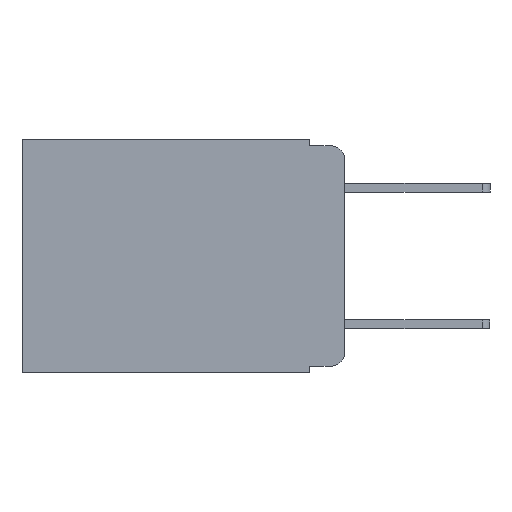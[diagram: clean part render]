
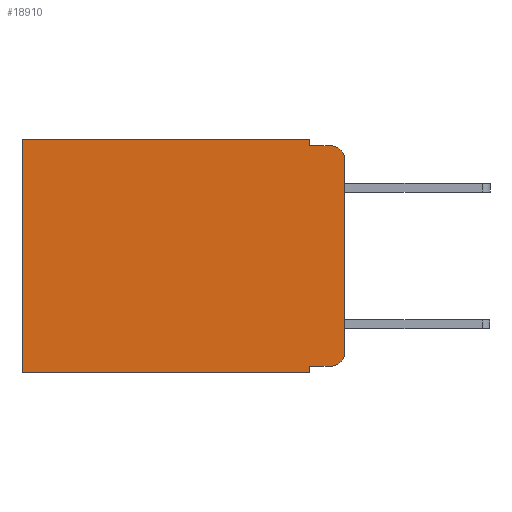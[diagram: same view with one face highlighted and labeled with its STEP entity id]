
A CAD part, left-side view. The second image highlights one B-rep face of the part: STEP entity #18910.
In plain terms, the highlighted planar face has unit normal (-1, 0, 0).
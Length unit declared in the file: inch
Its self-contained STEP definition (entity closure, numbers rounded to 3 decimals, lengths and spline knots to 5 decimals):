
#239 = VECTOR ( 'NONE', #10208, 39.37008 ) ;
#306 = EDGE_CURVE ( 'NONE', #8864, #12652, #5217, .T. ) ;
#508 = EDGE_LOOP ( 'NONE', ( #4493, #15192, #7642, #20326, #13230, #10673, #7793, #13580, #10167, #3920 ) ) ;
#603 = CARTESIAN_POINT ( 'NONE',  ( 0.298, 0., -0.313 ) ) ;
#805 = LINE ( 'NONE', #8544, #239 ) ;
#976 = CARTESIAN_POINT ( 'NONE',  ( 0.298, 0.051, 0. ) ) ;
#1912 = VERTEX_POINT ( 'NONE', #20905 ) ;
#2098 = DIRECTION ( 'NONE',  ( 0., 0., -1. ) ) ;
#2226 = CARTESIAN_POINT ( 'NONE',  ( 0.298, 0.02, -0.01 ) ) ;
#2564 = VECTOR ( 'NONE', #13741, 39.37008 ) ;
#2949 = VERTEX_POINT ( 'NONE', #2226 ) ;
#3435 = VECTOR ( 'NONE', #6579, 39.37008 ) ;
#3920 = ORIENTED_EDGE ( 'NONE', *, *, #13187, .T. ) ;
#3967 = CARTESIAN_POINT ( 'NONE',  ( 0.298, 0.02, -0.03 ) ) ;
#4217 = CARTESIAN_POINT ( 'NONE',  ( 0.298, 0.02, -0.313 ) ) ;
#4218 = EDGE_CURVE ( 'NONE', #8864, #16191, #15748, .T. ) ;
#4254 = AXIS2_PLACEMENT_3D ( 'NONE', #5733, #17548, #7488 ) ;
#4305 = CARTESIAN_POINT ( 'NONE',  ( 0.298, 0.051, 0. ) ) ;
#4493 = ORIENTED_EDGE ( 'NONE', *, *, #6307, .F. ) ;
#4766 = VECTOR ( 'NONE', #20891, 39.37008 ) ;
#4832 = CARTESIAN_POINT ( 'NONE',  ( 0.298, 0.473, -0.343 ) ) ;
#4953 = EDGE_CURVE ( 'NONE', #9742, #21585, #19831, .T. ) ;
#5217 = LINE ( 'NONE', #13984, #14821 ) ;
#5511 = VERTEX_POINT ( 'NONE', #4832 ) ;
#5733 = CARTESIAN_POINT ( 'NONE',  ( 0.298, 0., 0. ) ) ;
#5773 = DIRECTION ( 'NONE',  ( 0., 0., -1. ) ) ;
#6016 = DIRECTION ( 'NONE',  ( 0., 0., -1. ) ) ;
#6307 = EDGE_CURVE ( 'NONE', #1912, #15239, #15919, .T. ) ;
#6579 = DIRECTION ( 'NONE',  ( 0., -1., 0. ) ) ;
#6900 = VECTOR ( 'NONE', #18365, 39.37008 ) ;
#7488 = DIRECTION ( 'NONE',  ( 0., 0., -1. ) ) ;
#7600 = VERTEX_POINT ( 'NONE', #9747 ) ;
#7636 = CARTESIAN_POINT ( 'NONE',  ( 0.298, 0.051, -0.01 ) ) ;
#7642 = ORIENTED_EDGE ( 'NONE', *, *, #20353, .F. ) ;
#7793 = ORIENTED_EDGE ( 'NONE', *, *, #13516, .F. ) ;
#7975 = CARTESIAN_POINT ( 'NONE',  ( 0.298, 0.473, 0. ) ) ;
#8121 = LINE ( 'NONE', #18287, #3435 ) ;
#8544 = CARTESIAN_POINT ( 'NONE',  ( 0.298, 0., -0.343 ) ) ;
#8672 = EDGE_CURVE ( 'NONE', #12652, #5511, #13616, .T. ) ;
#8864 = VERTEX_POINT ( 'NONE', #976 ) ;
#9351 = LINE ( 'NONE', #14182, #4766 ) ;
#9742 = VERTEX_POINT ( 'NONE', #15613 ) ;
#9747 = CARTESIAN_POINT ( 'NONE',  ( 0.298, 0.051, -0.343 ) ) ;
#10120 = EDGE_CURVE ( 'NONE', #9742, #7600, #9351, .T. ) ;
#10167 = ORIENTED_EDGE ( 'NONE', *, *, #4953, .T. ) ;
#10208 = DIRECTION ( 'NONE',  ( 0., 1., 0. ) ) ;
#10265 = FACE_OUTER_BOUND ( 'NONE', #508, .T. ) ;
#10673 = ORIENTED_EDGE ( 'NONE', *, *, #8672, .T. ) ;
#11185 = AXIS2_PLACEMENT_3D ( 'NONE', #4217, #16174, #6016 ) ;
#12422 = PLANE ( 'NONE',  #4254 ) ;
#12652 = VERTEX_POINT ( 'NONE', #7975 ) ;
#13187 = EDGE_CURVE ( 'NONE', #21585, #15239, #15974, .T. ) ;
#13230 = ORIENTED_EDGE ( 'NONE', *, *, #306, .T. ) ;
#13516 = EDGE_CURVE ( 'NONE', #7600, #5511, #805, .T. ) ;
#13580 = ORIENTED_EDGE ( 'NONE', *, *, #10120, .F. ) ;
#13616 = LINE ( 'NONE', #15889, #17601 ) ;
#13741 = DIRECTION ( 'NONE',  ( 0., 0., -1. ) ) ;
#13984 = CARTESIAN_POINT ( 'NONE',  ( 0.298, 0., 0. ) ) ;
#14182 = CARTESIAN_POINT ( 'NONE',  ( 0.298, 0.051, 0. ) ) ;
#14412 = DIRECTION ( 'NONE',  ( 0., -1., 0. ) ) ;
#14677 = CARTESIAN_POINT ( 'NONE',  ( 0.298, 0.051, -0.333 ) ) ;
#14821 = VECTOR ( 'NONE', #21444, 39.37008 ) ;
#14907 = VECTOR ( 'NONE', #14412, 39.37008 ) ;
#15192 = ORIENTED_EDGE ( 'NONE', *, *, #15683, .T. ) ;
#15239 = VERTEX_POINT ( 'NONE', #603 ) ;
#15613 = CARTESIAN_POINT ( 'NONE',  ( 0.298, 0.051, -0.333 ) ) ;
#15683 = EDGE_CURVE ( 'NONE', #1912, #2949, #19460, .T. ) ;
#15748 = LINE ( 'NONE', #4305, #2564 ) ;
#15889 = CARTESIAN_POINT ( 'NONE',  ( 0.298, 0.473, 0. ) ) ;
#15919 = LINE ( 'NONE', #20450, #6900 ) ;
#15940 = DIRECTION ( 'NONE',  ( -1., 0., 0. ) ) ;
#15974 = CIRCLE ( 'NONE', #11185, 0.02 ) ;
#16174 = DIRECTION ( 'NONE',  ( -1., 0., 0. ) ) ;
#16191 = VERTEX_POINT ( 'NONE', #7636 ) ;
#17323 = AXIS2_PLACEMENT_3D ( 'NONE', #3967, #15940, #5773 ) ;
#17548 = DIRECTION ( 'NONE',  ( 1., 0., 0. ) ) ;
#17601 = VECTOR ( 'NONE', #2098, 39.37008 ) ;
#18287 = CARTESIAN_POINT ( 'NONE',  ( 0.298, 0.051, -0.01 ) ) ;
#18365 = DIRECTION ( 'NONE',  ( 0., 0., -1. ) ) ;
#18910 = ADVANCED_FACE ( 'NONE', ( #10265 ), #12422, .F. ) ;
#19460 = CIRCLE ( 'NONE', #17323, 0.02 ) ;
#19831 = LINE ( 'NONE', #14677, #14907 ) ;
#20326 = ORIENTED_EDGE ( 'NONE', *, *, #4218, .F. ) ;
#20353 = EDGE_CURVE ( 'NONE', #16191, #2949, #8121, .T. ) ;
#20450 = CARTESIAN_POINT ( 'NONE',  ( 0.298, 0., 0. ) ) ;
#20851 = CARTESIAN_POINT ( 'NONE',  ( 0.298, 0.02, -0.333 ) ) ;
#20891 = DIRECTION ( 'NONE',  ( 0., 0., -1. ) ) ;
#20905 = CARTESIAN_POINT ( 'NONE',  ( 0.298, 0., -0.03 ) ) ;
#21444 = DIRECTION ( 'NONE',  ( 0., 1., 0. ) ) ;
#21585 = VERTEX_POINT ( 'NONE', #20851 ) ;
